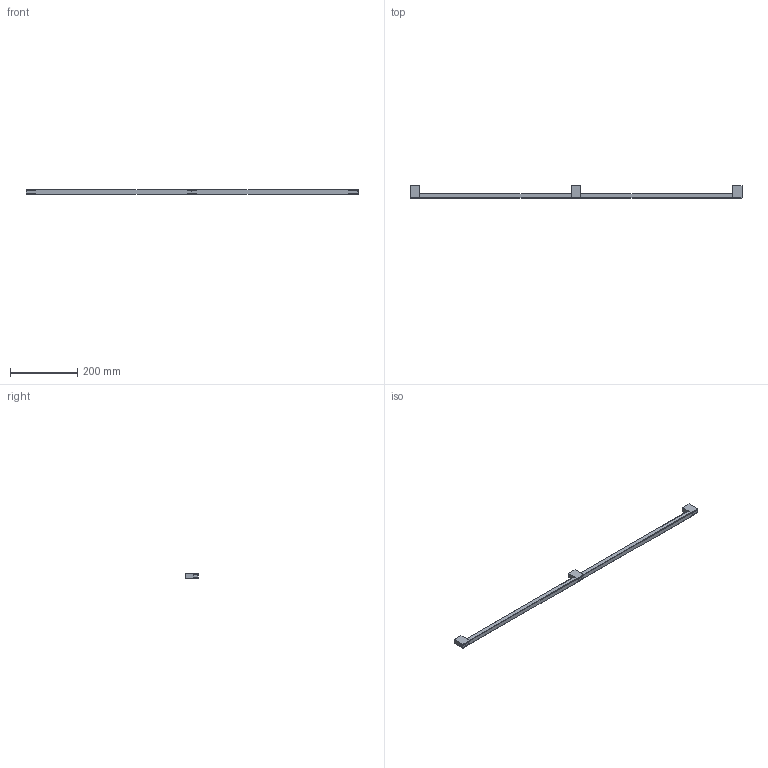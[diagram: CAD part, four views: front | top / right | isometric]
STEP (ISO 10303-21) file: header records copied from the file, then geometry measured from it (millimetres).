
FILE_DESCRIPTION(/* description */ (''),/* implementation_level */ '2;1');
FILE_NAME(/* name */ '0695_960_00.stp',/* time_stamp */ '2024-05-08T12:23:08+02:00',/* author */ ('mantolin'),/* organization */ (''),/* preprocessor_version */ 'ST-DEVELOPER v18.1',/* originating_system */ 'Autodesk Inventor 2022',/* authorisation */ '');
FILE_SCHEMA (('AUTOMOTIVE_DESIGN { 1 0 10303 214 3 1 1 }'));
Length unit declared in the file: millimetre
Products named in the file (5): 0695_960_00; 0695_960_00_BAR ; Insert per fusta M4_10mm; 0695_FOOT_01 ; 0695_MIDDLE FOOT_01
Assembly tree (7 placements, depth 2):
  0695_960_00
    0695_960_00_BAR 
    Insert per fusta M4_10mm  x3
    0695_FOOT_01   x2
    0695_MIDDLE FOOT_01
Bounding box: 987.99 x 37 x 14 mm (x, y, z)
Volume: 219440.6 mm3; surface area: 68277.1 mm2
Topology: 7 solids, 7 shells, 172 faces, 394 edges, 259 vertices
Faces by surface type: plane 117, cylinder 52, cone 3
Full cylindrical faces by diameter (mm): 3.242 x3, 5.5 x6, 6 x3, 6.3 x9
Entity records: 4095 total; most frequent: DIRECTION 670, CARTESIAN_POINT 668, ORIENTED_EDGE 634, EDGE_CURVE 317, LINE 248, VECTOR 248, AXIS2_PLACEMENT_3D 211, VERTEX_POINT 209
